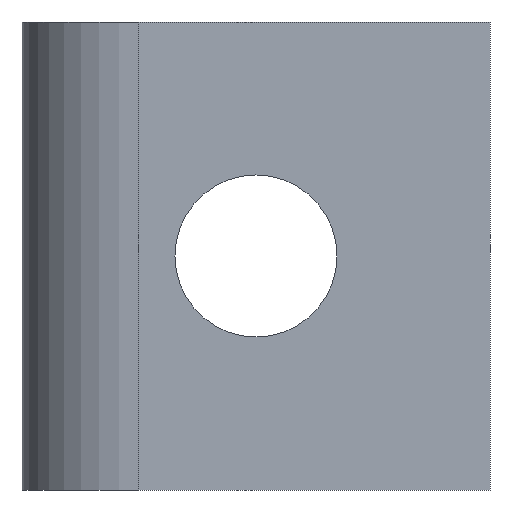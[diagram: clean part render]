
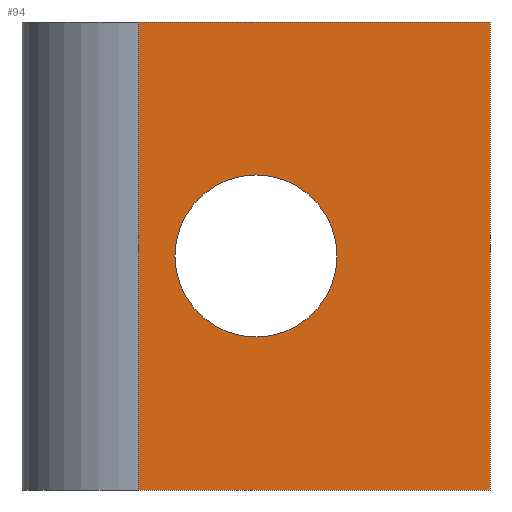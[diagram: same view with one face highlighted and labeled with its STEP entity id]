
A CAD part, front view. The second image highlights one B-rep face of the part: STEP entity #94.
In plain terms, the highlighted planar face has unit normal (0, -1, 0).
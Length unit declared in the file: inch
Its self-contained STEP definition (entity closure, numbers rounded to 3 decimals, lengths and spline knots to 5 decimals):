
#94=ADVANCED_FACE('',(#176,#177),#178,.T.);
#176=FACE_BOUND('',#264,.T.);
#177=FACE_OUTER_BOUND('',#265,.T.);
#178=PLANE('',#266);
#264=EDGE_LOOP('',(#420,#421));
#265=EDGE_LOOP('',(#422,#423,#424,#425));
#266=AXIS2_PLACEMENT_3D('',#426,#427,#428);
#420=ORIENTED_EDGE('',*,*,#503,.T.);
#421=ORIENTED_EDGE('',*,*,#510,.T.);
#422=ORIENTED_EDGE('',*,*,#521,.T.);
#423=ORIENTED_EDGE('',*,*,#517,.F.);
#424=ORIENTED_EDGE('',*,*,#497,.F.);
#425=ORIENTED_EDGE('',*,*,#461,.T.);
#426=CARTESIAN_POINT('',(1.01563,0.,-1.625));
#427=DIRECTION('',(0.,-1.0,0.0));
#428=DIRECTION('',(1.0,0.,0.0));
#461=EDGE_CURVE('',#530,#528,#531,.T.);
#497=EDGE_CURVE('',#530,#589,#590,.T.);
#503=EDGE_CURVE('',#598,#595,#599,.T.);
#510=EDGE_CURVE('',#595,#598,#607,.T.);
#517=EDGE_CURVE('',#589,#614,#616,.T.);
#521=EDGE_CURVE('',#528,#614,#620,.T.);
#528=VERTEX_POINT('',#627);
#530=VERTEX_POINT('',#630);
#531=LINE('',#631,#632);
#589=VERTEX_POINT('',#710);
#590=LINE('',#711,#712);
#595=VERTEX_POINT('',#718);
#598=VERTEX_POINT('',#722);
#599=CIRCLE('',#723,0.28125);
#607=CIRCLE('',#733,0.28125);
#614=VERTEX_POINT('',#741);
#616=LINE('',#743,#744);
#620=LINE('',#749,#750);
#627=CARTESIAN_POINT('',(1.625,0.0,0.0));
#630=CARTESIAN_POINT('',(1.625,0.0,-1.625));
#631=CARTESIAN_POINT('',(1.625,0.0,-1.625));
#632=VECTOR('',#757,1.0);
#710=CARTESIAN_POINT('',(0.40625,0.,-1.625));
#711=CARTESIAN_POINT('',(1.625,0.0,-1.625));
#712=VECTOR('',#805,1.0);
#718=CARTESIAN_POINT('',(0.8125,0.,-1.09375));
#722=CARTESIAN_POINT('',(0.8125,0.,-0.53125));
#723=AXIS2_PLACEMENT_3D('',#811,#812,#813);
#733=AXIS2_PLACEMENT_3D('',#822,#823,#824);
#741=CARTESIAN_POINT('',(0.40625,0.,0.0));
#743=CARTESIAN_POINT('',(0.40625,0.,-1.625));
#744=VECTOR('',#832,1.0);
#749=CARTESIAN_POINT('',(1.625,0.0,0.0));
#750=VECTOR('',#834,1.0);
#757=DIRECTION('',(0.0,0.0,1.0));
#805=DIRECTION('',(-1.0,0.,0.0));
#811=CARTESIAN_POINT('',(0.8125,0.,-0.8125));
#812=DIRECTION('',(0.,1.0,0.0));
#813=DIRECTION('',(0.,0.,-1.0));
#822=CARTESIAN_POINT('',(0.8125,0.,-0.8125));
#823=DIRECTION('',(0.,1.0,0.0));
#824=DIRECTION('',(0.,0.,-1.0));
#832=DIRECTION('',(0.0,0.0,1.0));
#834=DIRECTION('',(-1.0,0.,0.0));
